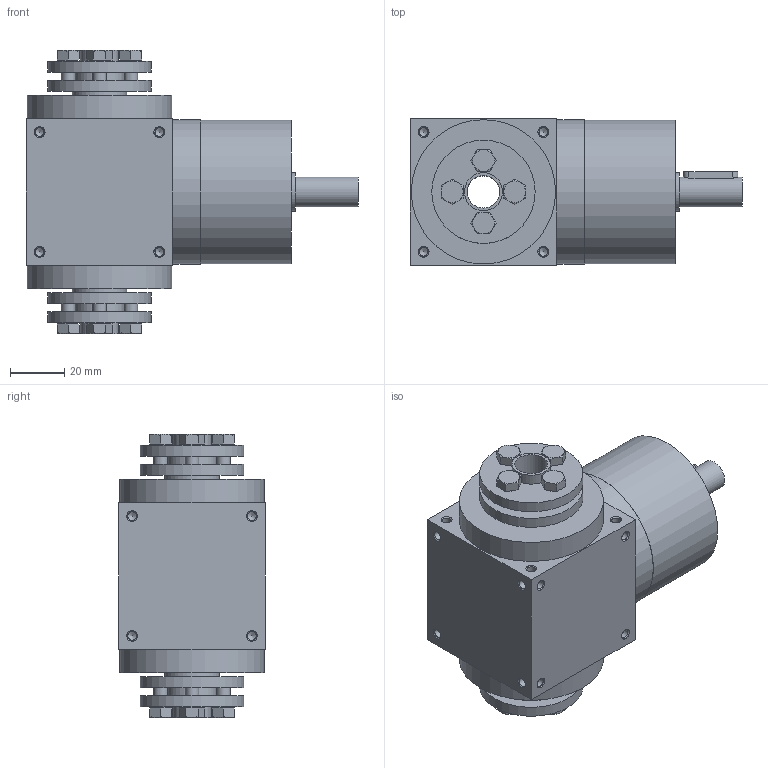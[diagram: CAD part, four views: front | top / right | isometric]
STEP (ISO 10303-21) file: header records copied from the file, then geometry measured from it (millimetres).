
FILE_DESCRIPTION( ( 'STEP AP214' ), ' ' );
FILE_NAME( 'RA54_C2_R.1_1.5.stp', '2017-10-01T13:53:56', ( '' ), ( '' ), ' ', 'PARTsolutions', ' ' );
FILE_SCHEMA( ( 'AUTOMOTIVE_DESIGN { 1 0 10303 214 1 1 1 1 }' ) );
Length unit declared in the file: millimetre
Products named in the file (4): RA54_C2_R.1/1.5; _RA542-case; _RC54-shaft; _RA54-shrink_disk
Assembly tree (4 placements, depth 2):
  RA54_C2_R.1/1.5
    _RA542-case
    _RC54-shaft
    _RA54-shrink_disk  x2
Bounding box: 122 x 54 x 104 mm (x, y, z)
Volume: 299506.4 mm3; surface area: 53100 mm2
Topology: 4 solids, 4 shells, 282 faces, 736 edges, 463 vertices
Faces by surface type: cone 98, plane 95, cylinder 89
Full cylindrical faces by diameter (mm): 3.242 x49, 5 x8, 6.88 x8, 11 x1, 12 x2, 14 x6, 14.5 x1, 17.98 x2, 20 x2, 38 x4, 52.8 x1, 53 x3
Entity records: 7416 total; most frequent: CARTESIAN_POINT 1152, DIRECTION 996, ORIENTED_EDGE 734, AXIS2_PLACEMENT_3D 464, EDGE_LOOP 370, EDGE_CURVE 367, VERTEX_POINT 304, FACE_OUTER_BOUND 285
